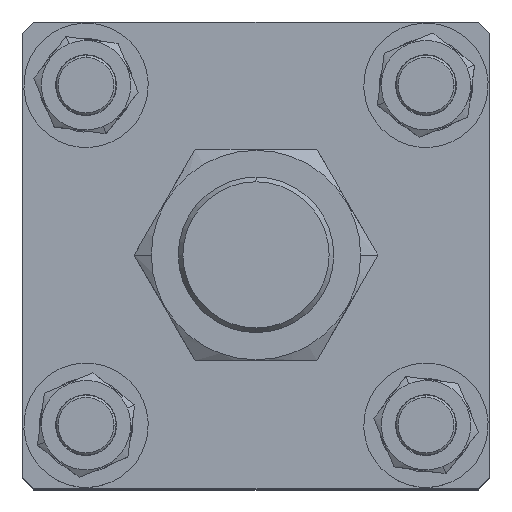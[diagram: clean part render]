
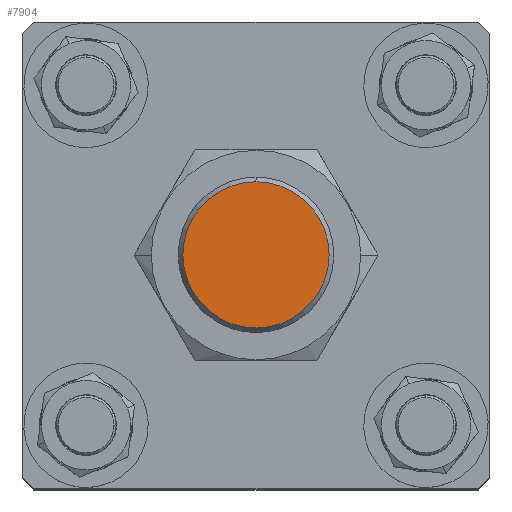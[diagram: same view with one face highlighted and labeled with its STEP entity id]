
A CAD part, top view. The second image highlights one B-rep face of the part: STEP entity #7904.
In plain terms, the highlighted planar face has unit normal (0, 0, 1).
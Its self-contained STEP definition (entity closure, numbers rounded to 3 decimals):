
#7 = EDGE_LOOP ( 'NONE', ( #697, #698 ) ) ;
#697 = ORIENTED_EDGE ( 'NONE', *, *, #8496, .T. ) ;
#698 = ORIENTED_EDGE ( 'NONE', *, *, #6596, .T. ) ;
#2110 = VERTEX_POINT ( 'NONE', #5386 ) ;
#2112 = VERTEX_POINT ( 'NONE', #5374 ) ;
#2292 = DIRECTION ( 'NONE',  ( 1., 0., 0. ) ) ;
#2331 = CARTESIAN_POINT ( 'NONE',  ( 0., 0., 386. ) ) ;
#2337 = DIRECTION ( 'NONE',  ( 0., 0., 1. ) ) ;
#2617 = CIRCLE ( 'NONE', #6004, 32.899 ) ;
#2959 = DIRECTION ( 'NONE',  ( 1., 0., 0. ) ) ;
#2960 = CARTESIAN_POINT ( 'NONE',  ( 0., 0., 386. ) ) ;
#2962 = DIRECTION ( 'NONE',  ( 0., 0., 1. ) ) ;
#4810 = CIRCLE ( 'NONE', #6130, 32.899 ) ;
#5062 = FACE_OUTER_BOUND ( 'NONE', #7, .T. ) ;
#5374 = CARTESIAN_POINT ( 'NONE',  ( -32.899, 0., 386. ) ) ;
#5386 = CARTESIAN_POINT ( 'NONE',  ( 32.899, 0., 386. ) ) ;
#5564 = DIRECTION ( 'NONE',  ( 1., 0., 0. ) ) ;
#5565 = DIRECTION ( 'NONE',  ( 0., 0., 1. ) ) ;
#5568 = PLANE ( 'NONE',  #5979 ) ;
#5571 = CARTESIAN_POINT ( 'NONE',  ( 0., 0., 386. ) ) ;
#5979 = AXIS2_PLACEMENT_3D ( 'NONE', #5571, #5565, #5564 ) ;
#6004 = AXIS2_PLACEMENT_3D ( 'NONE', #2331, #2337, #2292 ) ;
#6130 = AXIS2_PLACEMENT_3D ( 'NONE', #2960, #2962, #2959 ) ;
#6596 = EDGE_CURVE ( 'NONE', #2110, #2112, #4810, .T. ) ;
#7904 = ADVANCED_FACE ( 'NONE', ( #5062 ), #5568, .T. ) ;
#8496 = EDGE_CURVE ( 'NONE', #2112, #2110, #2617, .T. ) ;
